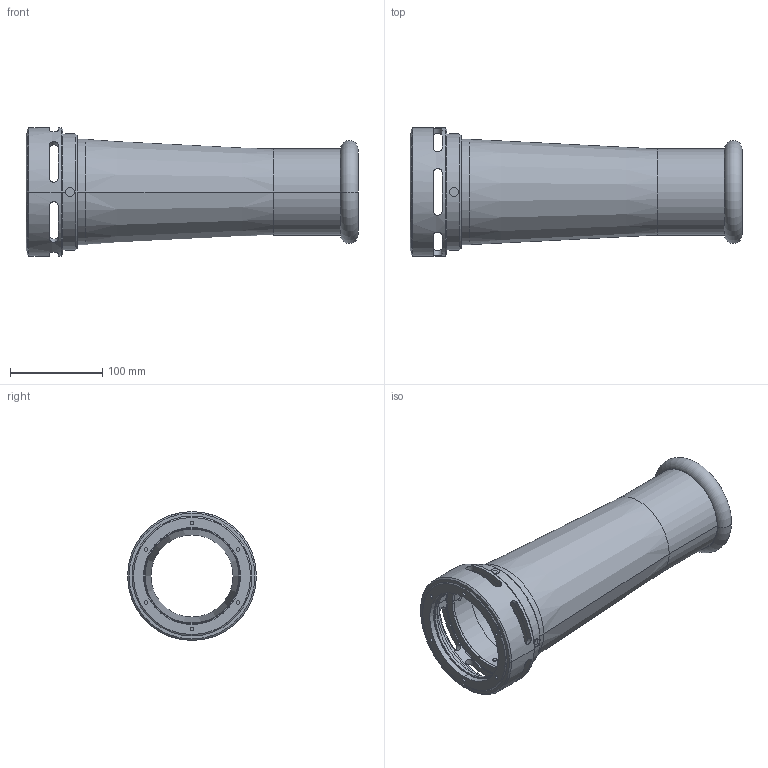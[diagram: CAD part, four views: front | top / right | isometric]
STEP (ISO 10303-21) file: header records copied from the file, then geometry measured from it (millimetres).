
FILE_DESCRIPTION((''),'2;1');
FILE_NAME('D42524_SW0001','2012-10-16T',('jhabe'),(''),'PRO/ENGINEER BY PARAMETRIC TECHNOLOGY CORPORATION, 2011310','PRO/ENGINEER BY PARAMETRIC TECHNOLOGY CORPORATION, 2011310','');
FILE_SCHEMA(('CONFIG_CONTROL_DESIGN'));
Length unit declared in the file: inch
Products named in the file (1): D42524_SW0001
Bounding box: 360.31 x 139.7 x 139.7 mm (x, y, z)
Surface area: 272312.7 mm2 (no closed solid volume)
Topology: 0 solids, 13 shells, 141 faces, 348 edges, 226 vertices
Faces by surface type: cylinder 80, plane 35, cone 20, torus 6
Entity records: 4786 total; most frequent: CARTESIAN_POINT 1311, DIRECTION 766, ORIENTED_EDGE 648, EDGE_CURVE 348, AXIS2_PLACEMENT_3D 325, VERTEX_POINT 226, CIRCLE 184, EDGE_LOOP 180
